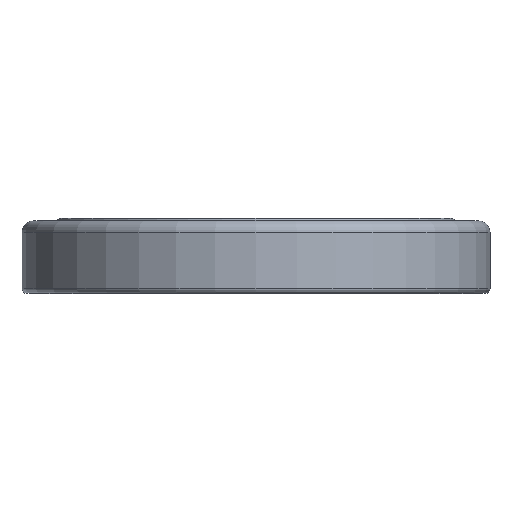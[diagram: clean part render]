
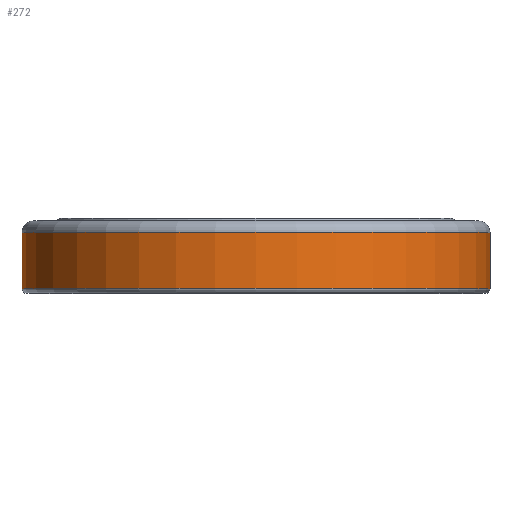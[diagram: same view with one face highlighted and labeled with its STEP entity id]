
A CAD part, top view. The second image highlights one B-rep face of the part: STEP entity #272.
In plain terms, the highlighted cylindrical face has radius 10 mm (diameter 20 mm), a full revolution.
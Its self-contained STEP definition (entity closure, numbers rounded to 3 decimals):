
#272=ADVANCED_FACE('',(#463,#464),#465,.T.);
#463=FACE_OUTER_BOUND('',#736,.T.);
#464=FACE_OUTER_BOUND('',#737,.T.);
#465=CYLINDRICAL_SURFACE('',#738,10.0);
#736=EDGE_LOOP('',(#1464));
#737=EDGE_LOOP('',(#1465));
#738=AXIS2_PLACEMENT_3D('',#1466,#1467,#1468);
#1464=ORIENTED_EDGE('',*,*,#2262,.T.);
#1465=ORIENTED_EDGE('',*,*,#2312,.T.);
#1466=CARTESIAN_POINT('',(0.0,0.0,0.0));
#1467=DIRECTION('',(0.0,-1.0,0.0));
#1468=DIRECTION('',(0.0,0.0,-1.0));
#2262=EDGE_CURVE('',#2624,#2624,#2625,.F.);
#2312=EDGE_CURVE('',#2715,#2715,#2716,.T.);
#2624=VERTEX_POINT('',#3691);
#2625=CIRCLE('',#3692,10.0);
#2715=VERTEX_POINT('',#4061);
#2716=CIRCLE('',#4062,10.0);
#3691=CARTESIAN_POINT('',(0.,0.2,-10.0));
#3692=AXIS2_PLACEMENT_3D('',#4450,#4451,#4452);
#4061=CARTESIAN_POINT('',(0.0,2.6,-10.0));
#4062=AXIS2_PLACEMENT_3D('',#4460,#4461,#4462);
#4450=CARTESIAN_POINT('',(0.0,0.2,0.0));
#4451=DIRECTION('',(0.0,-1.0,0.0));
#4452=DIRECTION('',(0.0,0.0,-1.0));
#4460=CARTESIAN_POINT('',(0.0,2.6,0.0));
#4461=DIRECTION('',(0.0,-1.0,0.0));
#4462=DIRECTION('',(0.0,0.0,-1.0));
